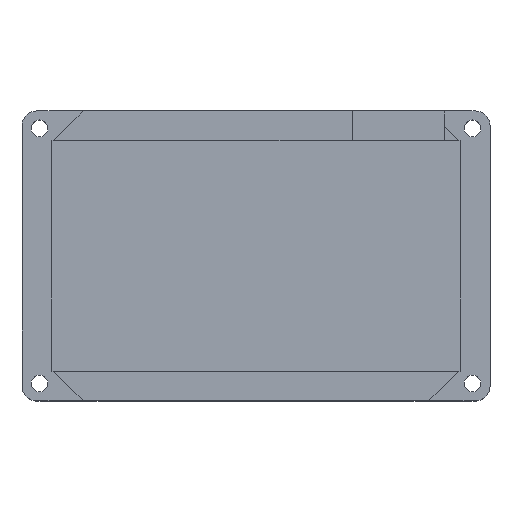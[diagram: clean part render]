
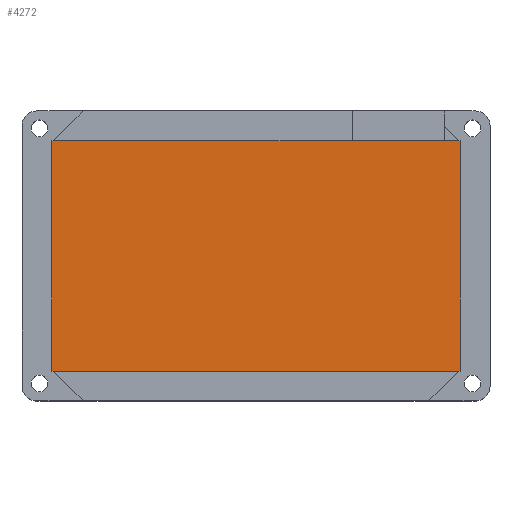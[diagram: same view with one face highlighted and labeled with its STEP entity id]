
A CAD part, top view. The second image highlights one B-rep face of the part: STEP entity #4272.
In plain terms, the highlighted planar face has unit normal (0, 0, 1).
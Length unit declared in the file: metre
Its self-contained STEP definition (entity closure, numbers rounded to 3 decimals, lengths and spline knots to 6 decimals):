
#238=LINE('',#5854,#633);
#239=LINE('',#5857,#634);
#240=LINE('',#5859,#635);
#241=LINE('',#5861,#636);
#633=VECTOR('',#4771,1.);
#634=VECTOR('',#4772,1.);
#635=VECTOR('',#4773,1.);
#636=VECTOR('',#4774,1.);
#1110=ORIENTED_EDGE('',*,*,#2420,.F.);
#1111=ORIENTED_EDGE('',*,*,#2421,.F.);
#1112=ORIENTED_EDGE('',*,*,#2422,.T.);
#1113=ORIENTED_EDGE('',*,*,#2423,.T.);
#2420=EDGE_CURVE('',#3075,#3076,#238,.T.);
#2421=EDGE_CURVE('',#3077,#3075,#239,.T.);
#2422=EDGE_CURVE('',#3077,#3078,#240,.T.);
#2423=EDGE_CURVE('',#3078,#3076,#241,.T.);
#3075=VERTEX_POINT('',#5855);
#3076=VERTEX_POINT('',#5856);
#3077=VERTEX_POINT('',#5858);
#3078=VERTEX_POINT('',#5860);
#3612=EDGE_LOOP('',(#1110,#1111,#1112,#1113));
#3891=FACE_BOUND('',#3612,.T.);
#4159=PLANE('',#4534);
#4272=ADVANCED_FACE('',(#3891),#4159,.T.);
#4534=AXIS2_PLACEMENT_3D('',#5853,#4769,#4770);
#4769=DIRECTION('',(0.,0.,1.));
#4770=DIRECTION('',(1.,0.,0.));
#4771=DIRECTION('',(-1.,0.,0.));
#4772=DIRECTION('',(0.,-1.,0.));
#4773=DIRECTION('',(-1.,0.,0.));
#4774=DIRECTION('',(0.,-1.,0.));
#5853=CARTESIAN_POINT('',(0.09525,-0.065484,0.003));
#5854=CARTESIAN_POINT('',(0.09525,-0.088606,0.003));
#5855=CARTESIAN_POINT('',(0.136231,-0.088606,0.003));
#5856=CARTESIAN_POINT('',(0.054269,-0.088606,0.003));
#5857=CARTESIAN_POINT('',(0.136231,-0.065484,0.003));
#5858=CARTESIAN_POINT('',(0.136231,-0.042363,0.003));
#5859=CARTESIAN_POINT('',(0.13609,-0.042363,0.003));
#5860=CARTESIAN_POINT('',(0.054269,-0.042363,0.003));
#5861=CARTESIAN_POINT('',(0.054269,-0.065484,0.003));
